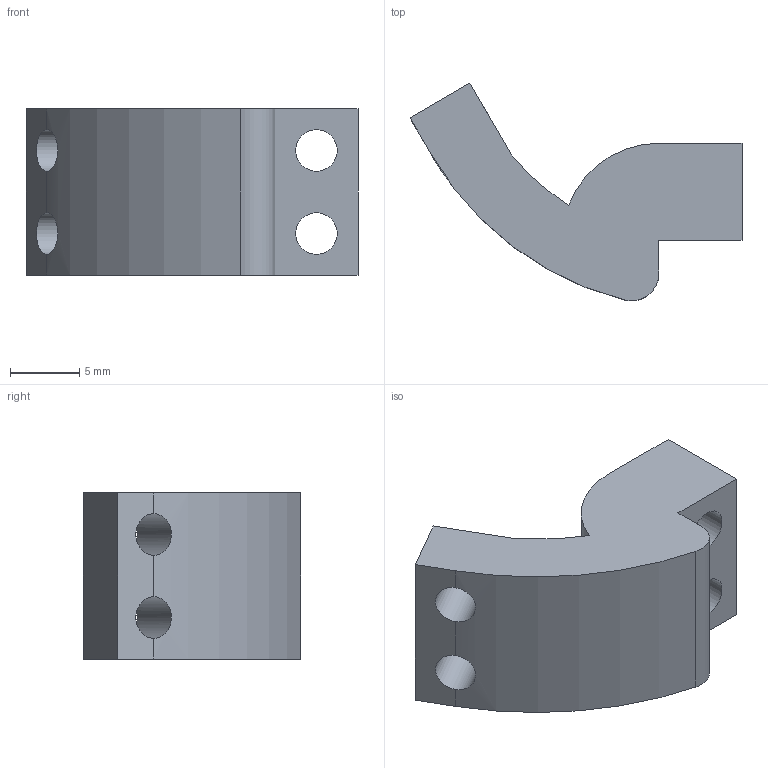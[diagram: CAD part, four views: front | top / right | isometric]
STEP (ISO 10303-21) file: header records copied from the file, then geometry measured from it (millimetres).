
FILE_DESCRIPTION(/* description */ (''),/* implementation_level */ '2;1');
FILE_NAME(/* name */ 'acopleV2.stp',/* time_stamp */ '2023-12-05T07:57:25-05:00',/* author */ ('Juan_Daleman'),/* organization */ (''),/* preprocessor_version */ 'ST-DEVELOPER v19.2',/* originating_system */ 'Autodesk Inventor 2024',/* authorisation */ '');
FILE_SCHEMA (('AUTOMOTIVE_DESIGN { 1 0 10303 214 3 1 1 }'));
Length unit declared in the file: millimetre
Products named in the file (1): acopleV2
Bounding box: 23.99 x 15.72 x 12 mm (x, y, z)
Volume: 1905.8 mm3; surface area: 1366.9 mm2
Topology: 1 solids, 1 shells, 17 faces, 49 edges, 32 vertices
Faces by surface type: plane 9, cylinder 8
Full cylindrical faces by diameter (mm): 3 x4
Entity records: 654 total; most frequent: CARTESIAN_POINT 135, DIRECTION 99, ORIENTED_EDGE 98, EDGE_CURVE 49, AXIS2_PLACEMENT_3D 34, VERTEX_POINT 32, LINE 31, VECTOR 31
